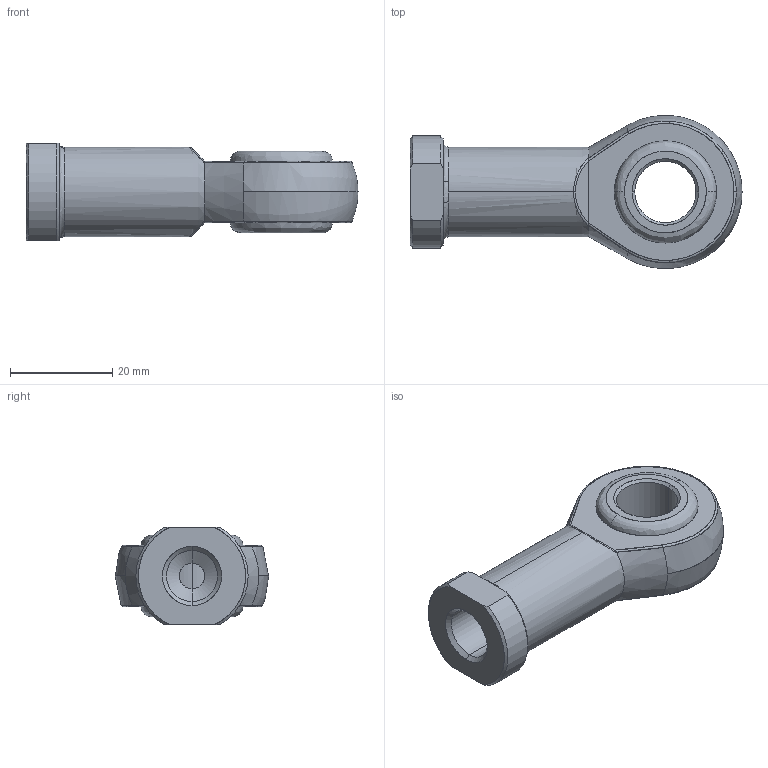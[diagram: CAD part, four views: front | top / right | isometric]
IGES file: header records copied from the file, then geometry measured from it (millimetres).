
Start section: SolidWorks IGES file using analytic representation for surfaces
Global section: file name: 40  KMB-RE   (12-1) .IGS; native system: SolidWorks 2010; preprocessor: SolidWorks 2010; author: HASAN; date: 100809.161329; units: millimetre
Bounding box: 65 x 30 x 19 mm (x, y, z)
Surface area: 6242 mm2 (no closed solid volume)
Topology: 0 solids, 0 shells, 58 faces, 832 edges, 831 vertices
Faces by surface type: bspline 30, revolution 28
